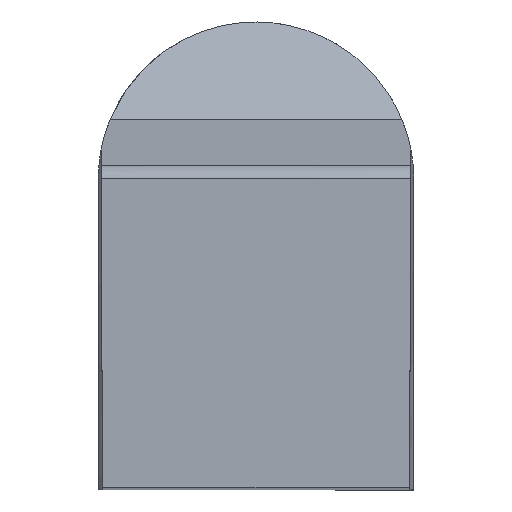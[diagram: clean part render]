
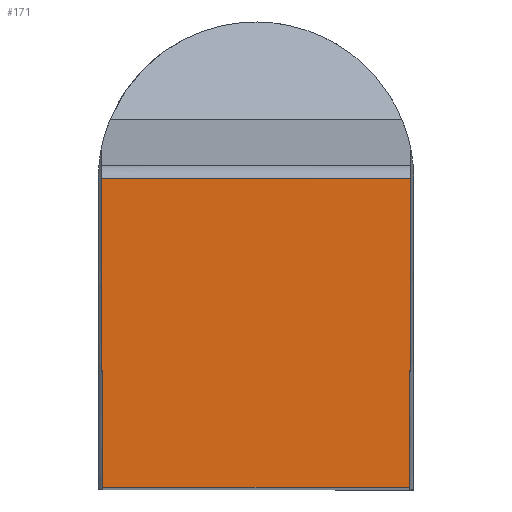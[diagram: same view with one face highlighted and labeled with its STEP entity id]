
A CAD part, top view. The second image highlights one B-rep face of the part: STEP entity #171.
In plain terms, the highlighted planar face has unit normal (0, 0, 1).
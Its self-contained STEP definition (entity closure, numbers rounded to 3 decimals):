
#57=LINE('',#900,#81);
#70=LINE('',#978,#94);
#71=LINE('',#980,#95);
#72=LINE('',#982,#96);
#81=VECTOR('',#670,1.);
#94=VECTOR('',#709,1.);
#95=VECTOR('',#712,1.);
#96=VECTOR('',#713,1.);
#171=ADVANCED_FACE('',(#221),#199,.F.);
#199=PLANE('',#589);
#221=FACE_OUTER_BOUND('',#248,.T.);
#248=EDGE_LOOP('',(#348,#349,#350,#351));
#348=ORIENTED_EDGE('',*,*,#459,.F.);
#349=ORIENTED_EDGE('',*,*,#481,.F.);
#350=ORIENTED_EDGE('',*,*,#482,.F.);
#351=ORIENTED_EDGE('',*,*,#483,.F.);
#406=VERTEX_POINT('',#894);
#409=VERTEX_POINT('',#899);
#421=VERTEX_POINT('',#977);
#422=VERTEX_POINT('',#981);
#459=EDGE_CURVE('',#409,#406,#57,.T.);
#481=EDGE_CURVE('',#421,#409,#70,.T.);
#482=EDGE_CURVE('',#422,#421,#71,.T.);
#483=EDGE_CURVE('',#406,#422,#72,.T.);
#589=AXIS2_PLACEMENT_3D('',#983,#714,#715);
#670=DIRECTION('',(1.,0.,0.));
#709=DIRECTION('',(-0.004,1.,0.));
#712=DIRECTION('',(-1.,0.,0.));
#713=DIRECTION('',(-0.004,-1.,0.));
#714=DIRECTION('',(0.,0.,-1.));
#715=DIRECTION('',(-1.,0.,0.));
#894=CARTESIAN_POINT('',(31.7,31.625,0.));
#899=CARTESIAN_POINT('',(0.,31.625,0.));
#900=CARTESIAN_POINT('',(0.,31.625,0.));
#977=CARTESIAN_POINT('',(0.138,0.,0.));
#978=CARTESIAN_POINT('',(0.138,0.,0.));
#980=CARTESIAN_POINT('',(31.562,0.,0.));
#981=CARTESIAN_POINT('',(31.562,0.,0.));
#982=CARTESIAN_POINT('',(31.7,31.625,0.));
#983=CARTESIAN_POINT('',(31.7,31.625,0.));
